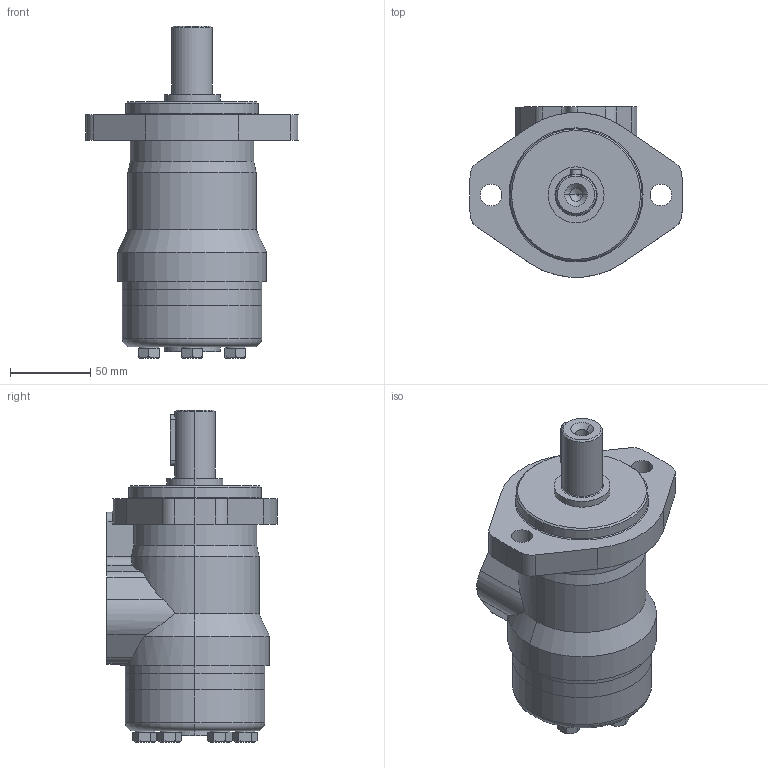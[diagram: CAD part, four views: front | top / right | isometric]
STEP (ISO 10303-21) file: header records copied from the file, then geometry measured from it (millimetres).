
FILE_DESCRIPTION (( 'STEP AP203' ), '1' );
FILE_NAME ('SAUER-DANFOSS OMP.STEP', '2013-07-05T12:47:27', ( '' ), ( '' ), 'SwSTEP 2.0', 'SolidWorks 2012', '' );
FILE_SCHEMA (( 'CONFIG_CONTROL_DESIGN' ));
Length unit declared in the file: millimetre
Products named in the file (3): SAUER-DANFOSS OMP Part_1_080; SAUER-DANFOSS OMP Part_2; SAUER-DANFOSS OMP
Assembly tree (2 placements, depth 2):
  SAUER-DANFOSS OMP
    SAUER-DANFOSS OMP Part_1_080
    SAUER-DANFOSS OMP Part_2
Bounding box: 132.96 x 106.31 x 207.3 mm (x, y, z)
Volume: 1013923.3 mm3; surface area: 110644.4 mm2
Topology: 11 solids, 11 shells, 212 faces, 500 edges, 315 vertices
Faces by surface type: plane 90, cylinder 78, cone 38, torus 6
Entity records: 6795 total; most frequent: CARTESIAN_POINT 1693, DIRECTION 1018, ORIENTED_EDGE 972, EDGE_CURVE 486, AXIS2_PLACEMENT_3D 392, VERTEX_POINT 315, EDGE_LOOP 235, VECTOR 234
